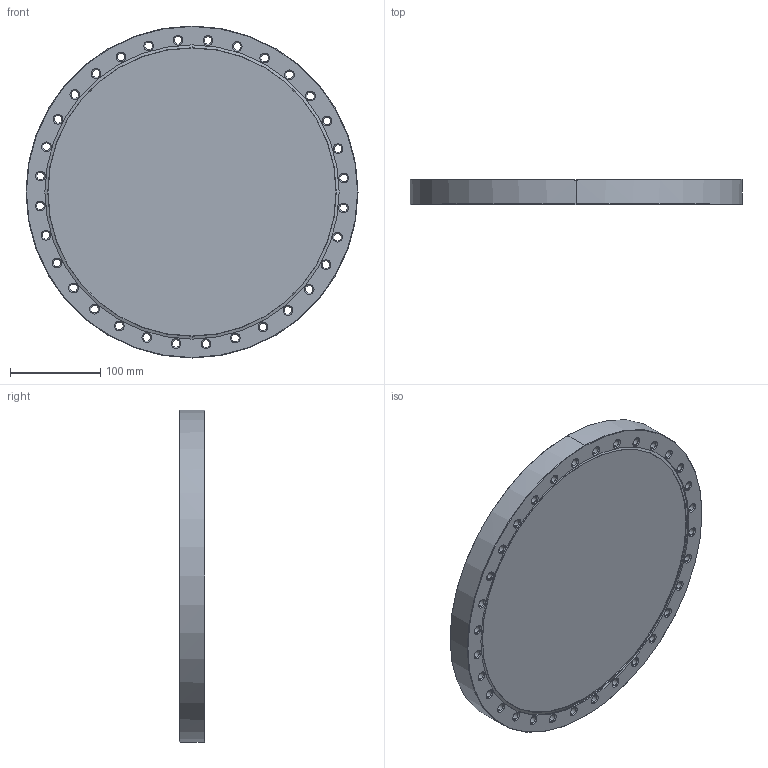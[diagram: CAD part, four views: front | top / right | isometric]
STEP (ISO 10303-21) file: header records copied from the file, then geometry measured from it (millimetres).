
FILE_DESCRIPTION (( 'STEP AP214' ), '1' );
FILE_NAME ('Hositrad_CF300-BDT-ISO3669.STEP', '2017-05-05T14:09:19', ( 'Gebruiker' ), ( '' ), 'SwSTEP 2.0', 'SolidWorks 2017', '' );
FILE_SCHEMA (( 'AUTOMOTIVE_DESIGN' ));
Length unit declared in the file: millimetre
Products named in the file (1): Hositrad_CF300-BDT-ISO3669
Bounding box: 368.3 x 28 x 368.3 mm (x, y, z)
Volume: 2729530.2 mm3; surface area: 269050.1 mm2
Topology: 1 solids, 1 shells, 221 faces, 516 edges, 298 vertices
Faces by surface type: cone 140, cylinder 70, plane 11
Entity records: 6440 total; most frequent: DIRECTION 1244, CARTESIAN_POINT 1048, ORIENTED_EDGE 1032, EDGE_CURVE 516, AXIS2_PLACEMENT_3D 510, VERTEX_POINT 298, CIRCLE 288, EDGE_LOOP 286
